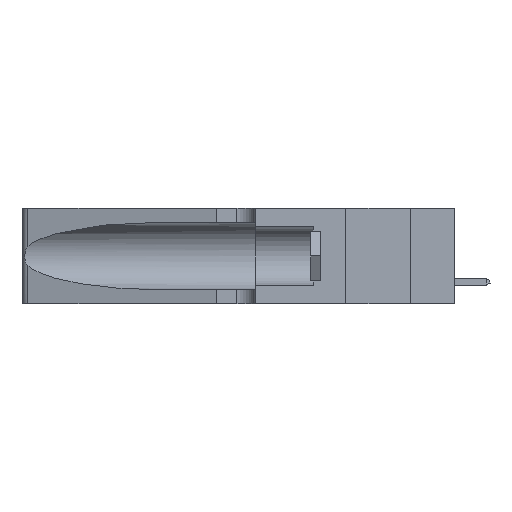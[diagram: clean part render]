
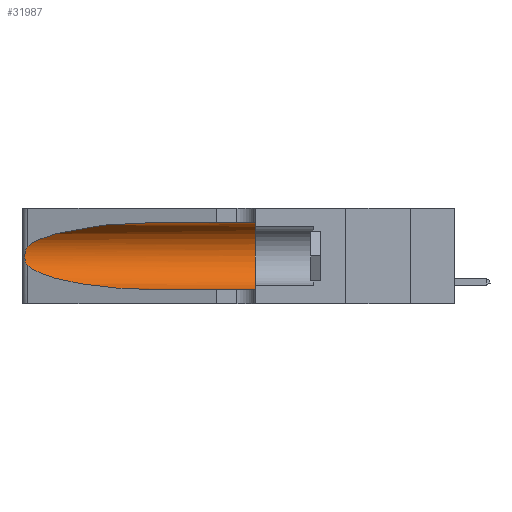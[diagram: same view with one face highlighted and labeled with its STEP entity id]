
A CAD part, left-side view. The second image highlights one B-rep face of the part: STEP entity #31987.
In plain terms, the highlighted cylindrical face has radius 3.308 mm (diameter 6.617 mm), a partial arc.
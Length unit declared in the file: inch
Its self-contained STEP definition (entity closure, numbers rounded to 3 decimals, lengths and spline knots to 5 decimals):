
#626 = LINE ( 'NONE', #16248, #7224 ) ;
#1934 = CARTESIAN_POINT ( 'NONE',  ( 0.25487, 1.22718, 0.22369 ) ) ;
#3083 = AXIS2_PLACEMENT_3D ( 'NONE', #34229, #26844, #19001 ) ;
#4672 = CARTESIAN_POINT ( 'NONE',  ( 0.1305, 0.72297, 0.05475 ) ) ;
#4823 = ORIENTED_EDGE ( 'NONE', *, *, #30598, .T. ) ;
#5560 = VERTEX_POINT ( 'NONE', #45160 ) ;
#6251 = CARTESIAN_POINT ( 'NONE',  ( 0.25487, 1.22718, 0.14631 ) ) ;
#6994 = DIRECTION ( 'NONE',  ( 0., -1., 0. ) ) ;
#7224 = VECTOR ( 'NONE', #34176, 39.37008 ) ;
#7655 =( BOUNDED_CURVE ( )  B_SPLINE_CURVE ( 3, ( #14761, #41586, #22445, #30106 ),
 .UNSPECIFIED., .F., .F. ) 
 B_SPLINE_CURVE_WITH_KNOTS ( ( 4, 4 ),
 ( 1.5708, 2.84003 ),
 .UNSPECIFIED. ) 
 CURVE ( )  GEOMETRIC_REPRESENTATION_ITEM ( )  RATIONAL_B_SPLINE_CURVE ( ( 1., 0.87, 0.87, 1. ) ) 
 REPRESENTATION_ITEM ( '' )  );
#8005 = EDGE_CURVE ( 'NONE', #32995, #21603, #43121, .T. ) ;
#10101 = CARTESIAN_POINT ( 'NONE',  ( 0.25789, 1.23486, 0.15765 ) ) ;
#10117 = CARTESIAN_POINT ( 'NONE',  ( 0.26018, 1.23835, 0.19895 ) ) ;
#10700 = EDGE_CURVE ( 'NONE', #15199, #23013, #27014, .T. ) ;
#11746 = CARTESIAN_POINT ( 'NONE',  ( 0.1305, 1.61858, 0.185 ) ) ;
#13325 = CARTESIAN_POINT ( 'NONE',  ( 0.25639, 1.23184, 0.21858 ) ) ;
#14561 = ORIENTED_EDGE ( 'NONE', *, *, #8005, .T. ) ;
#14761 = CARTESIAN_POINT ( 'NONE',  ( 0.1305, 0.72297, 0.31525 ) ) ;
#15199 = VERTEX_POINT ( 'NONE', #40007 ) ;
#15886 =( BOUNDED_CURVE ( )  B_SPLINE_CURVE ( 3, ( #46400, #42579, #23418, #4672 ),
 .UNSPECIFIED., .F., .T. ) 
 B_SPLINE_CURVE_WITH_KNOTS ( ( 4, 4 ),
 ( 3.44316, 4.71239 ),
 .UNSPECIFIED. ) 
 CURVE ( )  GEOMETRIC_REPRESENTATION_ITEM ( )  RATIONAL_B_SPLINE_CURVE ( ( 1., 0.87, 0.87, 1. ) ) 
 REPRESENTATION_ITEM ( '' )  );
#16248 = CARTESIAN_POINT ( 'NONE',  ( 0.1305, 1.61858, 0.05475 ) ) ;
#16959 = AXIS2_PLACEMENT_3D ( 'NONE', #11746, #46746, #35804 ) ;
#17252 = LINE ( 'NONE', #25905, #29809 ) ;
#19001 = DIRECTION ( 'NONE',  ( 0., 0., 1. ) ) ;
#21603 = VERTEX_POINT ( 'NONE', #48021 ) ;
#22445 = CARTESIAN_POINT ( 'NONE',  ( 0.2373, 1.15595, 0.28018 ) ) ;
#23013 = VERTEX_POINT ( 'NONE', #38968 ) ;
#23418 = CARTESIAN_POINT ( 'NONE',  ( 0.18966, 0.96281, 0.05475 ) ) ;
#25250 = CARTESIAN_POINT ( 'NONE',  ( 0.25487, 1.22718, 0.22369 ) ) ;
#25905 = CARTESIAN_POINT ( 'NONE',  ( 0.1305, 1.61858, 0.31525 ) ) ;
#26844 = DIRECTION ( 'NONE',  ( 0., 1., 0. ) ) ;
#27014 = CIRCLE ( 'NONE', #3083, 0.13025 ) ;
#27994 = VERTEX_POINT ( 'NONE', #42070 ) ;
#28061 = ORIENTED_EDGE ( 'NONE', *, *, #32722, .F. ) ;
#28662 = FACE_OUTER_BOUND ( 'NONE', #37032, .T. ) ;
#29164 = CARTESIAN_POINT ( 'NONE',  ( 0.25555, 1.22993, 0.14849 ) ) ;
#29175 = CARTESIAN_POINT ( 'NONE',  ( 0.25854, 1.2359, 0.20912 ) ) ;
#29809 = VECTOR ( 'NONE', #6994, 39.37008 ) ;
#30106 = CARTESIAN_POINT ( 'NONE',  ( 0.25487, 1.22718, 0.22369 ) ) ;
#30598 = EDGE_CURVE ( 'NONE', #21603, #5560, #15886, .T. ) ;
#31987 = ADVANCED_FACE ( 'NONE', ( #28662 ), #48297, .F. ) ;
#32718 = CARTESIAN_POINT ( 'NONE',  ( 0.25787, 1.23484, 0.2124 ) ) ;
#32722 = EDGE_CURVE ( 'NONE', #27994, #15199, #17252, .T. ) ;
#32995 = VERTEX_POINT ( 'NONE', #25250 ) ;
#33111 = CARTESIAN_POINT ( 'NONE',  ( 0.26017, 1.23833, 0.17102 ) ) ;
#34162 = EDGE_CURVE ( 'NONE', #27994, #32995, #7655, .T. ) ;
#34176 = DIRECTION ( 'NONE',  ( 0., -1., 0. ) ) ;
#34229 = CARTESIAN_POINT ( 'NONE',  ( 0.1305, 0.35, 0.185 ) ) ;
#35659 = ORIENTED_EDGE ( 'NONE', *, *, #10700, .F. ) ;
#35804 = DIRECTION ( 'NONE',  ( 0., 0., -1. ) ) ;
#36797 = CARTESIAN_POINT ( 'NONE',  ( 0.26075, 1.23896, 0.178 ) ) ;
#37032 = EDGE_LOOP ( 'NONE', ( #45478, #14561, #4823, #39863, #35659, #28061 ) ) ;
#38968 = CARTESIAN_POINT ( 'NONE',  ( 0.1305, 0.35, 0.05475 ) ) ;
#39119 = CARTESIAN_POINT ( 'NONE',  ( 0.25856, 1.23593, 0.16098 ) ) ;
#39863 = ORIENTED_EDGE ( 'NONE', *, *, #41597, .T. ) ;
#40007 = CARTESIAN_POINT ( 'NONE',  ( 0.1305, 0.35, 0.31525 ) ) ;
#40658 = CARTESIAN_POINT ( 'NONE',  ( 0.26075, 1.23896, 0.19203 ) ) ;
#41586 = CARTESIAN_POINT ( 'NONE',  ( 0.18966, 0.96281, 0.31525 ) ) ;
#41597 = EDGE_CURVE ( 'NONE', #5560, #23013, #626, .T. ) ;
#42070 = CARTESIAN_POINT ( 'NONE',  ( 0.1305, 0.72297, 0.31525 ) ) ;
#42579 = CARTESIAN_POINT ( 'NONE',  ( 0.2373, 1.15595, 0.08982 ) ) ;
#43121 = B_SPLINE_CURVE_WITH_KNOTS ( 'NONE', 3,
 ( #1934, #43974, #13325, #32718, #29175, #10117, #40658, #36797, #33111, #39119, #10101, #43777, #29164, #6251 ),
 .UNSPECIFIED., .F., .F.,
 ( 4, 2, 2, 2, 2, 2, 4 ),
 ( 0., 0.00027, 0.00053, 0.00107, 0.0016, 0.00187, 0.00214 ),
 .UNSPECIFIED. ) ;
#43777 = CARTESIAN_POINT ( 'NONE',  ( 0.25639, 1.23186, 0.15144 ) ) ;
#43974 = CARTESIAN_POINT ( 'NONE',  ( 0.25555, 1.22994, 0.2215 ) ) ;
#45160 = CARTESIAN_POINT ( 'NONE',  ( 0.1305, 0.72297, 0.05475 ) ) ;
#45478 = ORIENTED_EDGE ( 'NONE', *, *, #34162, .T. ) ;
#46400 = CARTESIAN_POINT ( 'NONE',  ( 0.25487, 1.22718, 0.14631 ) ) ;
#46746 = DIRECTION ( 'NONE',  ( 0., -1., 0. ) ) ;
#48021 = CARTESIAN_POINT ( 'NONE',  ( 0.25487, 1.22718, 0.14631 ) ) ;
#48297 = CYLINDRICAL_SURFACE ( 'NONE', #16959, 0.13025 ) ;
